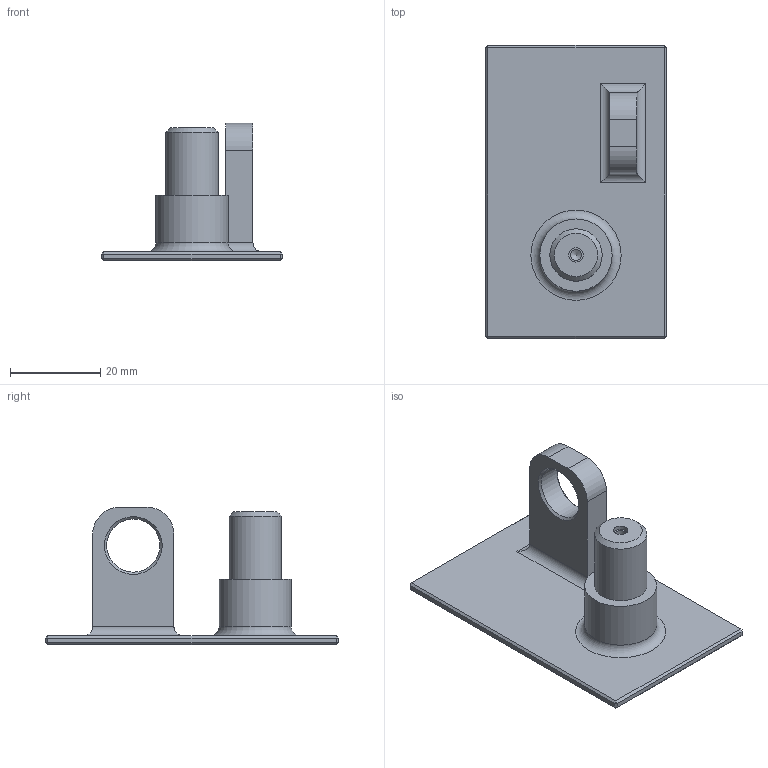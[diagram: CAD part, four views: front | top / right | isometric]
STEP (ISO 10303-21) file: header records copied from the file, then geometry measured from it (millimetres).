
FILE_DESCRIPTION(('FreeCAD Model'),'2;1');
FILE_NAME('Open CASCADE Shape Model','2024-05-01T10:12:31',(''),(''), 'Open CASCADE STEP processor 7.6','FreeCAD','Unknown');
FILE_SCHEMA(('AUTOMOTIVE_DESIGN { 1 0 10303 214 1 1 1 1 }'));
Length unit declared in the file: millimetre
Products named in the file (1): Holder
Bounding box: 40 x 65 x 30.5 mm (x, y, z)
Volume: 11581.7 mm3; surface area: 7944.3 mm2
Topology: 1 solids, 1 shells, 50 faces, 99 edges, 55 vertices
Faces by surface type: plane 34, cylinder 11, cone 4, torus 1
Full cylindrical faces by diameter (mm): 2.4 x1, 3.15 x1, 11.595 x1, 11.79 x1, 16 x1
Entity records: 1263 total; most frequent: DIRECTION 223, CARTESIAN_POINT 204, ORIENTED_EDGE 196, EDGE_CURVE 98, LINE 75, VECTOR 75, AXIS2_PLACEMENT_3D 74, FACE_BOUND 57
